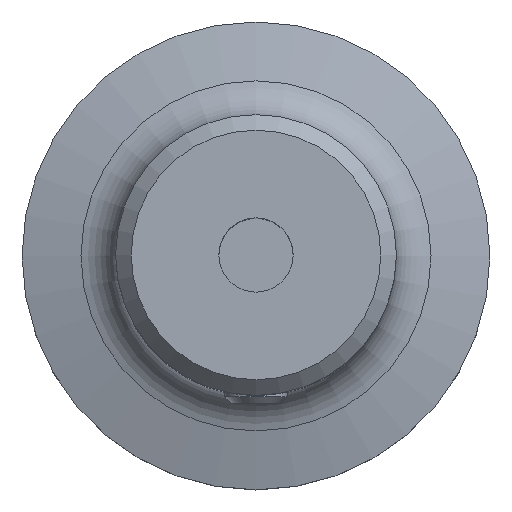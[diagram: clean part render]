
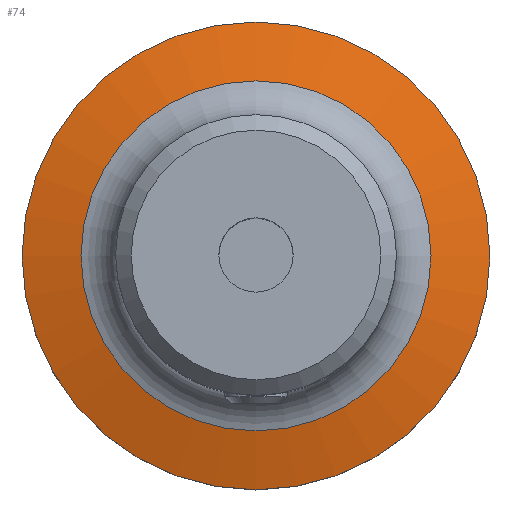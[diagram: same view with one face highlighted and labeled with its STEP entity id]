
A CAD part, top view. The second image highlights one B-rep face of the part: STEP entity #74.
In plain terms, the highlighted conical face has half-angle 75 degrees and reference radius 11.223 mm.
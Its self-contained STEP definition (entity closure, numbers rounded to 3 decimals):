
#47=CONICAL_SURFACE('',#292,11.224,75.);
#74=ADVANCED_FACE('',(#116,#117),#47,.T.);
#116=FACE_BOUND('',#153,.T.);
#117=FACE_BOUND('',#154,.T.);
#153=EDGE_LOOP('',(#193));
#154=EDGE_LOOP('',(#194));
#193=ORIENTED_EDGE('',*,*,#233,.F.);
#194=ORIENTED_EDGE('',*,*,#241,.T.);
#213=VERTEX_POINT('',#407);
#221=VERTEX_POINT('',#542);
#233=EDGE_CURVE('',#213,#213,#253,.T.);
#241=EDGE_CURVE('',#221,#221,#259,.T.);
#253=CIRCLE('',#279,15.);
#259=CIRCLE('',#290,11.224);
#279=AXIS2_PLACEMENT_3D('',#406,#334,#335);
#290=AXIS2_PLACEMENT_3D('',#541,#356,#357);
#292=AXIS2_PLACEMENT_3D('',#544,#360,#361);
#334=DIRECTION('',(0.,0.,-1.));
#335=DIRECTION('',(0.,1.,0.));
#356=DIRECTION('',(0.,0.,-1.));
#357=DIRECTION('',(0.,1.,0.));
#360=DIRECTION('',(0.,0.,-1.));
#361=DIRECTION('',(0.,1.,0.));
#406=CARTESIAN_POINT('',(0.,0.,5.));
#407=CARTESIAN_POINT('',(0.,15.,5.));
#541=CARTESIAN_POINT('',(0.,0.,6.012));
#542=CARTESIAN_POINT('',(0.,11.224,6.012));
#544=CARTESIAN_POINT('',(0.,0.,6.012));
